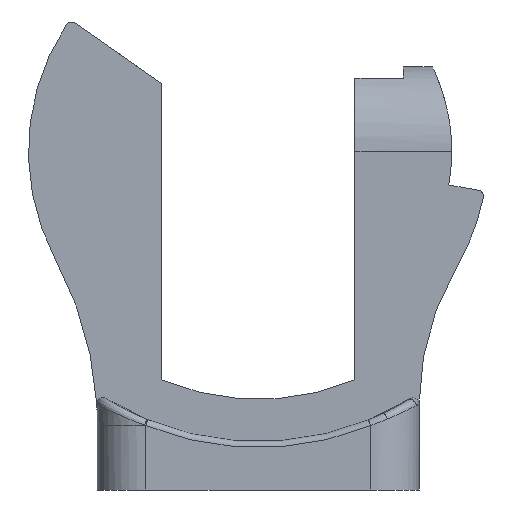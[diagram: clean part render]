
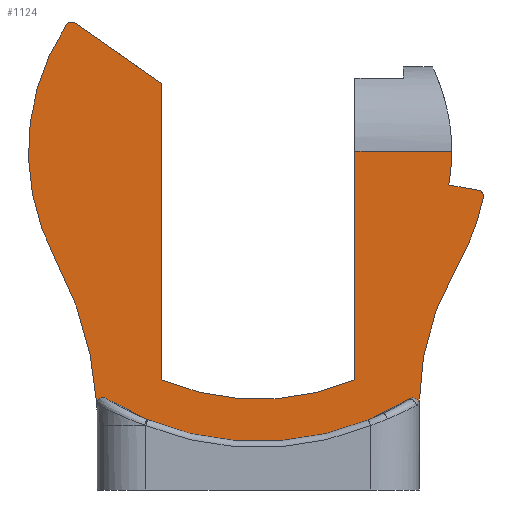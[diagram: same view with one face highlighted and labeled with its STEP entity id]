
A CAD part, left-side view. The second image highlights one B-rep face of the part: STEP entity #1124.
In plain terms, the highlighted planar face has unit normal (-1, 0, 0).
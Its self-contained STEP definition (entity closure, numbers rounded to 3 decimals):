
#35=CIRCLE('',#1150,8.);
#46=CIRCLE('',#1169,12.);
#75=CIRCLE('',#1220,14.388);
#83=CIRCLE('',#1233,11.298);
#90=CIRCLE('',#1241,0.25);
#91=CIRCLE('',#1244,0.25);
#94=CIRCLE('',#1248,9.5);
#97=CIRCLE('',#1252,0.25);
#101=CIRCLE('',#1258,9.5);
#102=CIRCLE('',#1260,0.25);
#103=CIRCLE('',#1262,10.254);
#208=FACE_OUTER_BOUND('',#273,.T.);
#273=EDGE_LOOP('',(#983,#984,#985,#986,#987,#988,#989,#990,#991,#992,#993,
#994,#995,#996,#997,#998));
#287=LINE('',#1613,#363);
#289=LINE('',#1643,#365);
#297=LINE('',#1661,#373);
#315=LINE('',#1781,#391);
#322=LINE('',#1799,#398);
#363=VECTOR('',#1281,10.);
#365=VECTOR('',#1291,10.);
#373=VECTOR('',#1303,10.);
#391=VECTOR('',#1361,10.);
#398=VECTOR('',#1376,10.);
#437=VERTEX_POINT('',#1607);
#439=VERTEX_POINT('',#1611);
#440=VERTEX_POINT('',#1615);
#442=VERTEX_POINT('',#1639);
#444=VERTEX_POINT('',#1642);
#452=VERTEX_POINT('',#1659);
#475=VERTEX_POINT('',#1734);
#477=VERTEX_POINT('',#1737);
#488=VERTEX_POINT('',#1780);
#495=VERTEX_POINT('',#1797);
#519=VERTEX_POINT('',#2036);
#521=VERTEX_POINT('',#2039);
#531=VERTEX_POINT('',#2081);
#532=VERTEX_POINT('',#2082);
#535=VERTEX_POINT('',#2241);
#538=VERTEX_POINT('',#2255);
#545=EDGE_CURVE('',#437,#439,#287,.F.);
#547=EDGE_CURVE('',#439,#440,#35,.F.);
#550=EDGE_CURVE('',#444,#442,#289,.F.);
#559=EDGE_CURVE('',#452,#440,#297,.T.);
#587=EDGE_CURVE('',#477,#475,#46,.F.);
#600=EDGE_CURVE('',#488,#444,#315,.F.);
#610=EDGE_CURVE('',#452,#495,#322,.F.);
#657=EDGE_CURVE('',#521,#519,#75,.T.);
#672=EDGE_CURVE('',#531,#532,#83,.T.);
#683=EDGE_CURVE('',#477,#519,#90,.T.);
#684=EDGE_CURVE('',#531,#475,#91,.T.);
#689=EDGE_CURVE('',#532,#535,#94,.T.);
#692=EDGE_CURVE('',#437,#535,#97,.F.);
#697=EDGE_CURVE('',#538,#521,#101,.T.);
#698=EDGE_CURVE('',#538,#442,#102,.F.);
#699=EDGE_CURVE('',#495,#488,#103,.F.);
#983=ORIENTED_EDGE('',*,*,#610,.T.);
#984=ORIENTED_EDGE('',*,*,#699,.T.);
#985=ORIENTED_EDGE('',*,*,#600,.T.);
#986=ORIENTED_EDGE('',*,*,#550,.T.);
#987=ORIENTED_EDGE('',*,*,#698,.F.);
#988=ORIENTED_EDGE('',*,*,#697,.T.);
#989=ORIENTED_EDGE('',*,*,#657,.T.);
#990=ORIENTED_EDGE('',*,*,#683,.F.);
#991=ORIENTED_EDGE('',*,*,#587,.T.);
#992=ORIENTED_EDGE('',*,*,#684,.F.);
#993=ORIENTED_EDGE('',*,*,#672,.T.);
#994=ORIENTED_EDGE('',*,*,#689,.T.);
#995=ORIENTED_EDGE('',*,*,#692,.F.);
#996=ORIENTED_EDGE('',*,*,#545,.T.);
#997=ORIENTED_EDGE('',*,*,#547,.T.);
#998=ORIENTED_EDGE('',*,*,#559,.F.);
#1062=PLANE('',#1261);
#1124=ADVANCED_FACE('',(#208),#1062,.T.);
#1150=AXIS2_PLACEMENT_3D('',#1636,#1284,#1285);
#1169=AXIS2_PLACEMENT_3D('',#1738,#1346,#1347);
#1220=AXIS2_PLACEMENT_3D('',#2040,#1479,#1480);
#1233=AXIS2_PLACEMENT_3D('',#2083,#1509,#1510);
#1241=AXIS2_PLACEMENT_3D('',#2182,#1528,#1529);
#1244=AXIS2_PLACEMENT_3D('',#2185,#1534,#1535);
#1248=AXIS2_PLACEMENT_3D('',#2244,#1543,#1544);
#1252=AXIS2_PLACEMENT_3D('',#2248,#1551,#1552);
#1258=AXIS2_PLACEMENT_3D('',#2257,#1564,#1565);
#1260=AXIS2_PLACEMENT_3D('',#2259,#1568,#1569);
#1261=AXIS2_PLACEMENT_3D('',#2260,#1570,#1571);
#1262=AXIS2_PLACEMENT_3D('',#2261,#1572,#1573);
#1281=DIRECTION('',(0.,-0.985,-0.174));
#1284=DIRECTION('center_axis',(1.,0.,0.));
#1285=DIRECTION('ref_axis',(0.,1.,0.));
#1291=DIRECTION('',(0.,-0.819,-0.574));
#1303=DIRECTION('',(0.,-1.,0.));
#1346=DIRECTION('center_axis',(1.,0.,0.));
#1347=DIRECTION('ref_axis',(0.,1.,0.));
#1361=DIRECTION('',(0.,0.,-1.));
#1376=DIRECTION('',(0.,0.,1.));
#1479=DIRECTION('center_axis',(1.,0.,0.));
#1480=DIRECTION('ref_axis',(0.,-0.881,0.474));
#1509=DIRECTION('center_axis',(1.,0.,0.));
#1510=DIRECTION('ref_axis',(0.,1.,0.));
#1528=DIRECTION('center_axis',(-1.,0.,0.));
#1529=DIRECTION('ref_axis',(0.,0.514,0.858));
#1534=DIRECTION('center_axis',(-1.,0.,0.));
#1535=DIRECTION('ref_axis',(0.,-0.491,0.871));
#1543=DIRECTION('center_axis',(-1.,0.,0.));
#1544=DIRECTION('ref_axis',(0.,1.,0.));
#1551=DIRECTION('center_axis',(-1.,0.,0.));
#1552=DIRECTION('ref_axis',(0.,-0.827,0.562));
#1564=DIRECTION('center_axis',(-1.,0.,0.));
#1565=DIRECTION('ref_axis',(0.,1.,0.));
#1568=DIRECTION('center_axis',(-1.,0.,0.));
#1569=DIRECTION('ref_axis',(0.,0.187,0.982));
#1570=DIRECTION('center_axis',(-1.,0.,0.));
#1571=DIRECTION('ref_axis',(0.,0.,1.));
#1572=DIRECTION('center_axis',(-1.,0.,0.));
#1573=DIRECTION('ref_axis',(0.,1.,0.));
#1607=CARTESIAN_POINT('',(-3.5,-9.106,-1.606));
#1611=CARTESIAN_POINT('',(-3.5,-7.878,-1.389));
#1613=CARTESIAN_POINT('',(-3.5,-5.27,-0.929));
#1615=CARTESIAN_POINT('',(-3.5,-8.,0.));
#1636=CARTESIAN_POINT('Origin',(-3.5,0.,0.));
#1639=CARTESIAN_POINT('',(-3.5,7.574,5.304));
#1642=CARTESIAN_POINT('',(-3.5,4.,2.801));
#1643=CARTESIAN_POINT('',(-3.5,0.372,0.261));
#1659=CARTESIAN_POINT('',(-3.5,-4.,0.));
#1661=CARTESIAN_POINT('',(-3.5,0.,0.));
#1734=CARTESIAN_POINT('',(-3.5,-6.27,-10.232));
#1737=CARTESIAN_POINT('',(-3.5,6.296,-10.216));
#1738=CARTESIAN_POINT('Origin',(-3.5,0.,0.));
#1780=CARTESIAN_POINT('',(-3.5,4.,-9.441));
#1781=CARTESIAN_POINT('',(-3.5,4.,-6.928));
#1797=CARTESIAN_POINT('',(-3.5,-4.,-9.441));
#1799=CARTESIAN_POINT('',(-3.5,-4.,0.));
#2036=CARTESIAN_POINT('',(-3.5,6.676,-10.444));
#2039=CARTESIAN_POINT('',(-3.5,8.367,-4.5));
#2040=CARTESIAN_POINT('Origin',(-3.5,21.038,-11.316));
#2081=CARTESIAN_POINT('',(-3.5,-6.65,-10.446));
#2082=CARTESIAN_POINT('',(-3.5,-8.198,-4.8));
#2083=CARTESIAN_POINT('Origin',(-3.5,-17.948,-10.508));
#2182=CARTESIAN_POINT('Origin',(-3.5,6.427,-10.429));
#2185=CARTESIAN_POINT('Origin',(-3.5,-6.4,-10.445));
#2241=CARTESIAN_POINT('',(-3.5,-9.308,-1.902));
#2244=CARTESIAN_POINT('Origin',(-3.5,0.,0.));
#2248=CARTESIAN_POINT('Origin',(-3.5,-9.063,-1.852));
#2255=CARTESIAN_POINT('',(-3.5,7.926,5.237));
#2257=CARTESIAN_POINT('Origin',(-3.5,0.,0.));
#2259=CARTESIAN_POINT('Origin',(-3.5,7.718,5.099));
#2260=CARTESIAN_POINT('Origin',(-3.5,0.,-6.928));
#2261=CARTESIAN_POINT('Origin',(-3.5,0.,0.));
